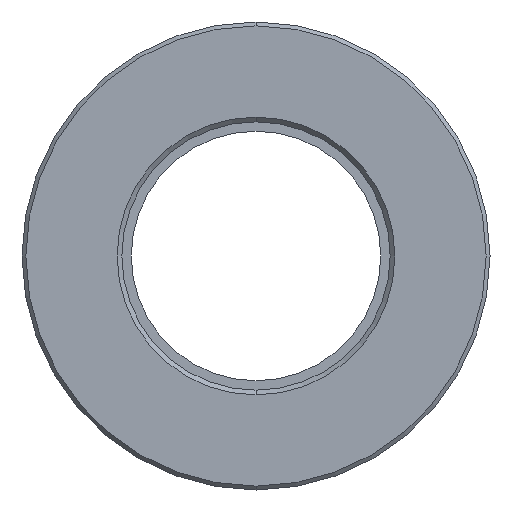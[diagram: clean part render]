
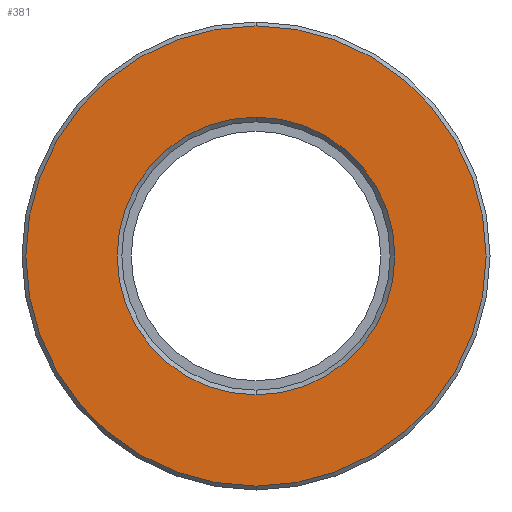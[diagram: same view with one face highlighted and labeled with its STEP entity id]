
A CAD part, front view. The second image highlights one B-rep face of the part: STEP entity #381.
In plain terms, the highlighted planar face has unit normal (0, -1, 0).
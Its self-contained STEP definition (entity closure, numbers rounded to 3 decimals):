
#5 = DIRECTION ( 'NONE',  ( 0., -1., 0. ) ) ;
#21 = ORIENTED_EDGE ( 'NONE', *, *, #440, .T. ) ;
#74 = CARTESIAN_POINT ( 'NONE',  ( -8.6, 0., 0. ) ) ;
#76 = CARTESIAN_POINT ( 'NONE',  ( 0., 0., 14.75 ) ) ;
#91 = CARTESIAN_POINT ( 'NONE',  ( 0., 0., -8.9 ) ) ;
#121 = PLANE ( 'NONE',  #334 ) ;
#124 = CIRCLE ( 'NONE', #275, 14.75 ) ;
#159 = CARTESIAN_POINT ( 'NONE',  ( 0., 0., -14.75 ) ) ;
#171 = CIRCLE ( 'NONE', #303, 8.9 ) ;
#172 = CIRCLE ( 'NONE', #295, 14.75 ) ;
#177 = CIRCLE ( 'NONE', #300, 8.9 ) ;
#194 = CARTESIAN_POINT ( 'NONE',  ( 0., 0., 8.9 ) ) ;
#207 = FACE_BOUND ( 'NONE', #443, .T. ) ;
#208 = ORIENTED_EDGE ( 'NONE', *, *, #444, .T. ) ;
#253 = DIRECTION ( 'NONE',  ( 0., 0., -1. ) ) ;
#254 = DIRECTION ( 'NONE',  ( 0., -1., 0. ) ) ;
#256 = CARTESIAN_POINT ( 'NONE',  ( 0., 0., 0. ) ) ;
#262 = VERTEX_POINT ( 'NONE', #194 ) ;
#275 = AXIS2_PLACEMENT_3D ( 'NONE', #256, #254, #253 ) ;
#285 = DIRECTION ( 'NONE',  ( 0., 0., -1. ) ) ;
#294 = DIRECTION ( 'NONE',  ( 0., -1., 0. ) ) ;
#295 = AXIS2_PLACEMENT_3D ( 'NONE', #296, #294, #285 ) ;
#296 = CARTESIAN_POINT ( 'NONE',  ( 0., 0., 0. ) ) ;
#300 = AXIS2_PLACEMENT_3D ( 'NONE', #310, #306, #305 ) ;
#303 = AXIS2_PLACEMENT_3D ( 'NONE', #328, #319, #314 ) ;
#305 = DIRECTION ( 'NONE',  ( 0., 0., -1. ) ) ;
#306 = DIRECTION ( 'NONE',  ( 0., 1., 0. ) ) ;
#310 = CARTESIAN_POINT ( 'NONE',  ( 0., 0., 0. ) ) ;
#314 = DIRECTION ( 'NONE',  ( 0., 0., -1. ) ) ;
#319 = DIRECTION ( 'NONE',  ( 0., 1., 0. ) ) ;
#328 = CARTESIAN_POINT ( 'NONE',  ( 0., 0., 0. ) ) ;
#334 = AXIS2_PLACEMENT_3D ( 'NONE', #74, #5, #537 ) ;
#337 = VERTEX_POINT ( 'NONE', #159 ) ;
#381 = ADVANCED_FACE ( 'NONE', ( #207, #399 ), #121, .T. ) ;
#399 = FACE_OUTER_BOUND ( 'NONE', #486, .T. ) ;
#439 = EDGE_CURVE ( 'NONE', #525, #262, #171, .T. ) ;
#440 = EDGE_CURVE ( 'NONE', #262, #525, #177, .T. ) ;
#441 = EDGE_CURVE ( 'NONE', #337, #538, #172, .T. ) ;
#443 = EDGE_LOOP ( 'NONE', ( #495, #21 ) ) ;
#444 = EDGE_CURVE ( 'NONE', #538, #337, #124, .T. ) ;
#486 = EDGE_LOOP ( 'NONE', ( #208, #518 ) ) ;
#495 = ORIENTED_EDGE ( 'NONE', *, *, #439, .T. ) ;
#518 = ORIENTED_EDGE ( 'NONE', *, *, #441, .T. ) ;
#525 = VERTEX_POINT ( 'NONE', #91 ) ;
#537 = DIRECTION ( 'NONE',  ( 0., 0., -1. ) ) ;
#538 = VERTEX_POINT ( 'NONE', #76 ) ;
